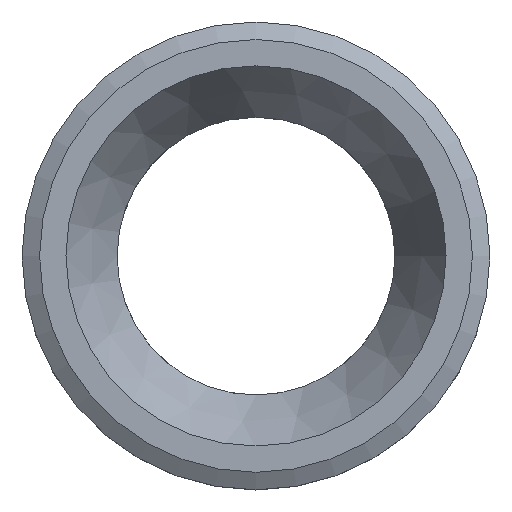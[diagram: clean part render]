
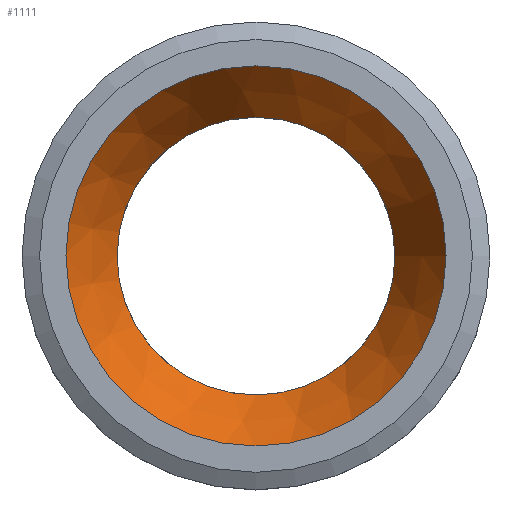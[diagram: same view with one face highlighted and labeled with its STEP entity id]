
A CAD part, top view. The second image highlights one B-rep face of the part: STEP entity #1111.
In plain terms, the highlighted conical face has half-angle 30 degrees and reference radius 10.5 mm.
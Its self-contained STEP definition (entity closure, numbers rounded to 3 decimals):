
#58=CONICAL_SURFACE('',#1224,10.5,0.524);
#254=ORIENTED_EDGE('',*,*,#426,.T.);
#255=ORIENTED_EDGE('',*,*,#458,.F.);
#426=EDGE_CURVE('',#541,#541,#604,.T.);
#458=EDGE_CURVE('',#548,#548,#618,.T.);
#541=VERTEX_POINT('',#1655);
#548=VERTEX_POINT('',#1763);
#604=CIRCLE('',#1196,13.208);
#618=CIRCLE('',#1225,9.5);
#665=EDGE_LOOP('',(#254));
#666=EDGE_LOOP('',(#255));
#721=FACE_BOUND('',#665,.T.);
#722=FACE_BOUND('',#666,.T.);
#1111=ADVANCED_FACE('',(#721,#722),#58,.F.);
#1196=AXIS2_PLACEMENT_3D('',#1654,#1402,#1403);
#1224=AXIS2_PLACEMENT_3D('',#1761,#1458,#1459);
#1225=AXIS2_PLACEMENT_3D('',#1762,#1460,#1461);
#1402=DIRECTION('',(0.,0.,1.));
#1403=DIRECTION('',(1.,0.,0.));
#1458=DIRECTION('',(0.,0.,1.));
#1459=DIRECTION('',(1.,0.,0.));
#1460=DIRECTION('',(0.,0.,1.));
#1461=DIRECTION('',(1.,0.,0.));
#1654=CARTESIAN_POINT('',(0.,0.,12.35));
#1655=CARTESIAN_POINT('',(13.208,0.,12.35));
#1761=CARTESIAN_POINT('',(0.,0.,7.659));
#1762=CARTESIAN_POINT('',(0.,0.,5.927));
#1763=CARTESIAN_POINT('',(9.5,0.,5.927));
